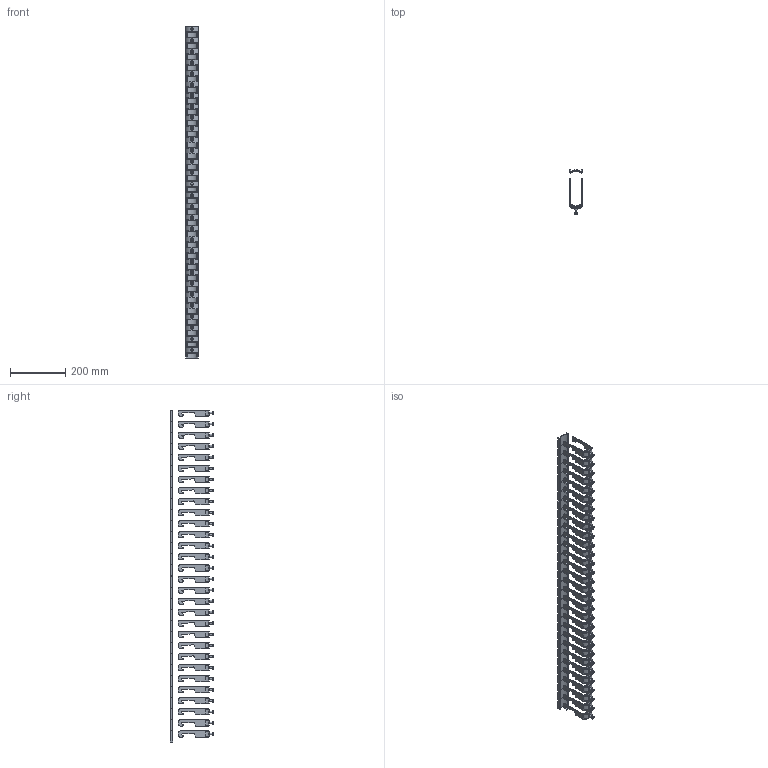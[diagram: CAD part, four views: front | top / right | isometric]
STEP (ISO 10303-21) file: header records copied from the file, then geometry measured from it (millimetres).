
FILE_DESCRIPTION (( 'STEP AP203' ), '1' );
FILE_NAME ('U6128853020 Çàæèì êàáåëüíûé USOLA (000.801.388).STEP', '2022-04-25T12:59:20', ( '' ), ( '' ), 'SwSTEP 2.0', 'SolidWorks 2017', '' );
FILE_SCHEMA (( 'CONFIG_CONTROL_DESIGN' ));
Length unit declared in the file: millimetre
Products named in the file (4): U6128853020 Çàæèì êàáåëüíûé USOLA (000.801.388); 2358_000_P1; Çàæèì äëÿ êàáåëüíûõ øèí 38-42 USOLA; 2358_000_P2
Assembly tree (32 placements, depth 3):
  U6128853020 Çàæèì êàáåëüíûé USOLA (000.801.388)
    Çàæèì äëÿ êàáåëüíûõ øèí 38-42 USOLA  x30
      2358_000_P1
      2358_000_P2
Bounding box: 46 x 158 x 1199.8 mm (x, y, z)
Volume: 453386.8 mm3; surface area: 543544.4 mm2
Topology: 60 solids, 60 shells, 3000 faces, 7680 edges, 4980 vertices
Faces by surface type: plane 1500, cylinder 960, cone 420, torus 120
Entity records: 4604 total; most frequent: CARTESIAN_POINT 848, DIRECTION 578, ORIENTED_EDGE 512, EDGE_CURVE 256, AXIS2_PLACEMENT_3D 216, VERTEX_POINT 166, VECTOR 146, LINE 146
